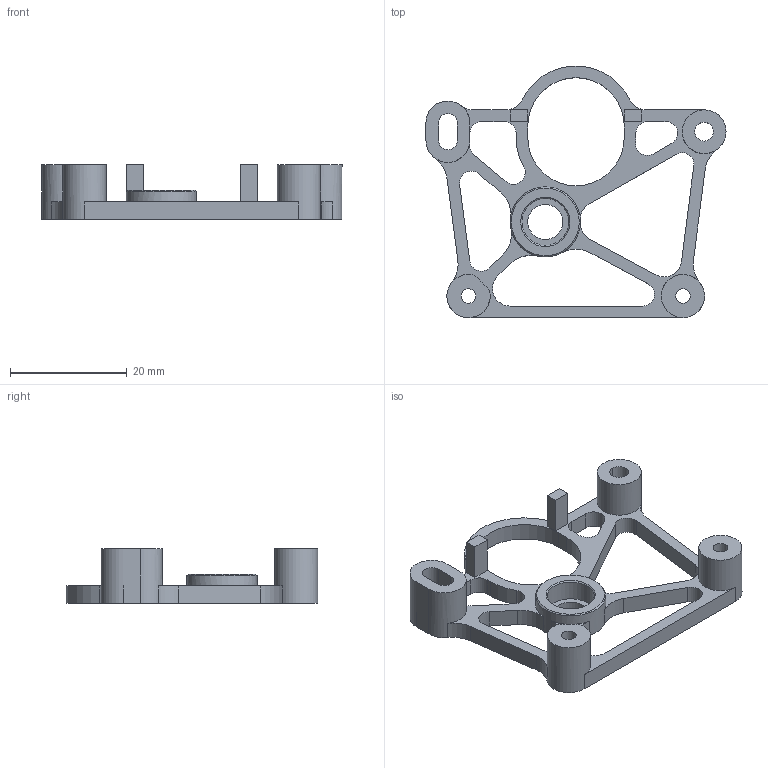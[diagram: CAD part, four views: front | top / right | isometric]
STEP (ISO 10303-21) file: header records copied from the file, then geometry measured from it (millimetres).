
FILE_DESCRIPTION(/* description */ (''),/* implementation_level */ '2;1');
FILE_NAME(/* name */ '',/* time_stamp */ '2025-06-12T13:10:28+08:00',/* author */ (''),/* organization */ (''),/* preprocessor_version */ 'ST-DEVELOPER v20.1',/* originating_system */ 'Autodesk Translation Framework v14.10.0.0',/* authorisation */ '');
FILE_SCHEMA (('AUTOMOTIVE_DESIGN { 1 0 10303 214 3 1 1 }'));
Length unit declared in the file: millimetre
Products named in the file (1): CNC背板
Bounding box: 51.34 x 43.04 x 9.4 mm (x, y, z)
Volume: 3326.6 mm3; surface area: 4121.7 mm2
Topology: 1 solids, 1 shells, 95 faces, 281 edges, 188 vertices
Faces by surface type: cylinder 47, plane 46, cone 2
Full cylindrical faces by diameter (mm): 2.5 x2, 6 x1, 7.4 x1, 7.5 x1, 8.02 x1, 12 x1
Entity records: 3307 total; most frequent: DIRECTION 585, CARTESIAN_POINT 565, ORIENTED_EDGE 562, EDGE_CURVE 281, AXIS2_PLACEMENT_3D 208, VERTEX_POINT 188, LINE 169, VECTOR 169
